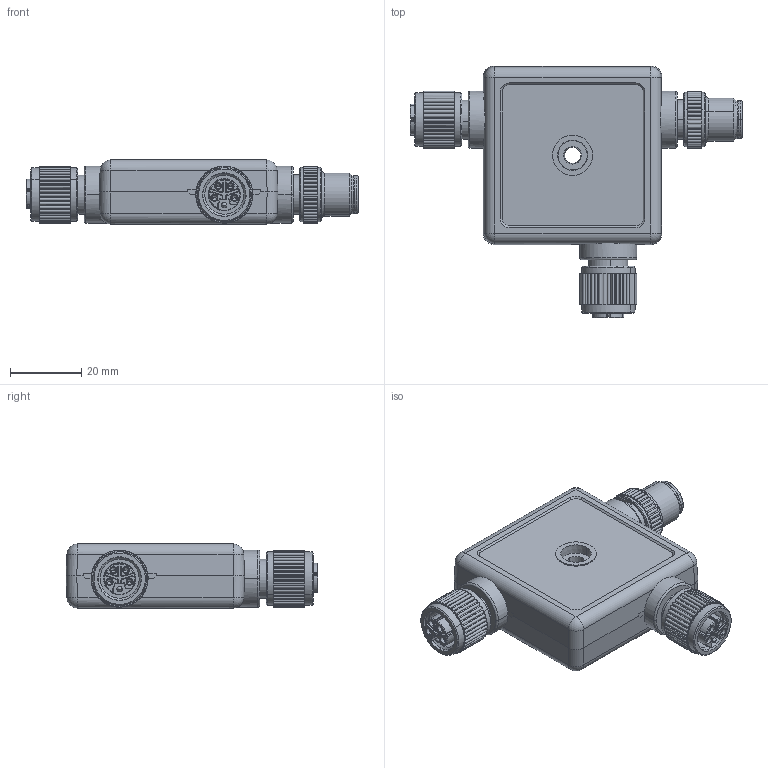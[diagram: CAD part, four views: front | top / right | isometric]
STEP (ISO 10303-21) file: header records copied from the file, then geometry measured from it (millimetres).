
FILE_DESCRIPTION((''),'2;1');
FILE_NAME('241803_SM01_ASM','2024-05-29T15:06:38',('banengservice'),('BANNER ENGINEERING'),'CREO PARAMETRIC BY PTC INC, 2022414','CREO PARAMETRIC BY PTC INC, 2022414','');
FILE_SCHEMA(('CONFIG_CONTROL_DESIGN'));
Length unit declared in the file: millimetre
Products named in the file (2): 241803_EP01; 241803_SM01_ASM
Assembly tree (1 placements, depth 2):
  241803_SM01_ASM
    241803_EP01
Bounding box: 93 x 70.55 x 18 mm (x, y, z)
Volume: 49753.2 mm3; surface area: 16635.5 mm2
Topology: 1 solids, 1 shells, 1140 faces, 2901 edges, 1895 vertices
Faces by surface type: cylinder 474, plane 468, cone 98, torus 50, sphere 38, bspline 12
Entity records: 35815 total; most frequent: CARTESIAN_POINT 6944, DIRECTION 6707, ORIENTED_EDGE 5706, EDGE_CURVE 2853, AXIS2_PLACEMENT_3D 2825, VERTEX_POINT 1895, CIRCLE 1694, EDGE_LOOP 1322
